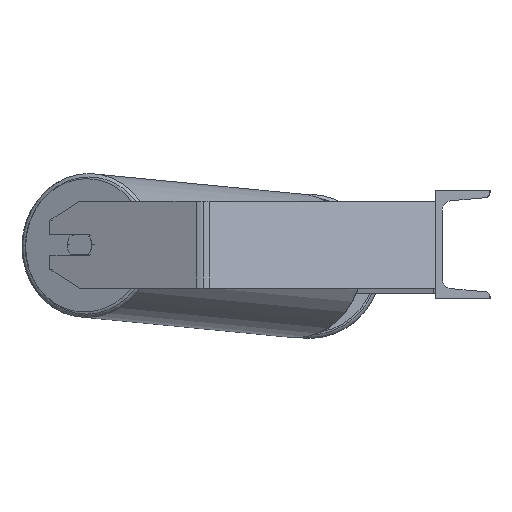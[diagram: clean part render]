
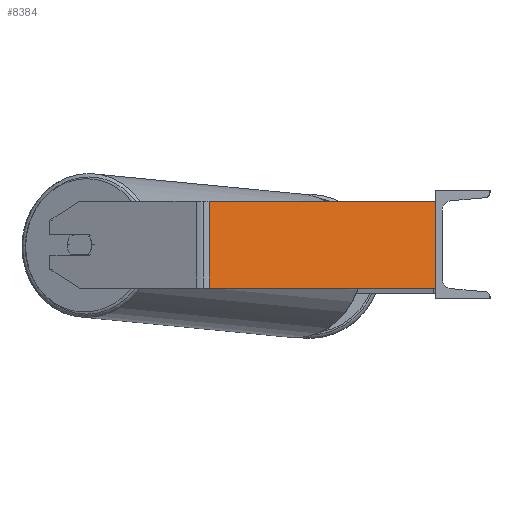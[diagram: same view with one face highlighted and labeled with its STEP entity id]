
A CAD part, left-side view. The second image highlights one B-rep face of the part: STEP entity #8384.
In plain terms, the highlighted planar face has unit normal (-0.94, -0.342, 0).
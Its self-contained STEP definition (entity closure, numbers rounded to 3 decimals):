
#209 = VERTEX_POINT ( 'NONE', #1910 ) ;
#968 = LINE ( 'NONE', #5732, #8202 ) ;
#978 = VECTOR ( 'NONE', #6892, 1000. ) ;
#1002 = ORIENTED_EDGE ( 'NONE', *, *, #5204, .T. ) ;
#1014 = EDGE_LOOP ( 'NONE', ( #1002, #5307, #6101, #3935 ) ) ;
#1397 = CARTESIAN_POINT ( 'NONE',  ( -760.998, 208.802, -40. ) ) ;
#1420 = CARTESIAN_POINT ( 'NONE',  ( -685., 0., 40. ) ) ;
#1452 = VERTEX_POINT ( 'NONE', #1397 ) ;
#1618 = DIRECTION ( 'NONE',  ( 0.342, -0.94, 0. ) ) ;
#1883 = VERTEX_POINT ( 'NONE', #1420 ) ;
#1910 = CARTESIAN_POINT ( 'NONE',  ( -685., 0., -40. ) ) ;
#1972 = PLANE ( 'NONE',  #3377 ) ;
#2006 = CARTESIAN_POINT ( 'NONE',  ( -685., 0., 40. ) ) ;
#2368 = EDGE_CURVE ( 'NONE', #4437, #1883, #7278, .T. ) ;
#2687 = EDGE_CURVE ( 'NONE', #4437, #1452, #4877, .T. ) ;
#3377 = AXIS2_PLACEMENT_3D ( 'NONE', #6731, #5331, #4728 ) ;
#3421 = LINE ( 'NONE', #2006, #6925 ) ;
#3903 = FACE_OUTER_BOUND ( 'NONE', #1014, .T. ) ;
#3935 = ORIENTED_EDGE ( 'NONE', *, *, #2687, .T. ) ;
#4437 = VERTEX_POINT ( 'NONE', #7148 ) ;
#4608 = DIRECTION ( 'NONE',  ( 0.342, -0.94, 0. ) ) ;
#4728 = DIRECTION ( 'NONE',  ( -0.342, 0.94, 0. ) ) ;
#4877 = LINE ( 'NONE', #8314, #978 ) ;
#5204 = EDGE_CURVE ( 'NONE', #1452, #209, #968, .T. ) ;
#5218 = CARTESIAN_POINT ( 'NONE',  ( -763.265, 215.03, 40. ) ) ;
#5307 = ORIENTED_EDGE ( 'NONE', *, *, #7076, .F. ) ;
#5331 = DIRECTION ( 'NONE',  ( 0.94, 0.342, 0. ) ) ;
#5689 = VECTOR ( 'NONE', #4608, 1000. ) ;
#5732 = CARTESIAN_POINT ( 'NONE',  ( -763.265, 215.03, -40. ) ) ;
#6101 = ORIENTED_EDGE ( 'NONE', *, *, #2368, .F. ) ;
#6731 = CARTESIAN_POINT ( 'NONE',  ( -763.265, 215.03, 40. ) ) ;
#6892 = DIRECTION ( 'NONE',  ( 0., 0., -1. ) ) ;
#6925 = VECTOR ( 'NONE', #7001, 1000. ) ;
#7001 = DIRECTION ( 'NONE',  ( 0., 0., -1. ) ) ;
#7076 = EDGE_CURVE ( 'NONE', #1883, #209, #3421, .T. ) ;
#7148 = CARTESIAN_POINT ( 'NONE',  ( -760.998, 208.802, 40. ) ) ;
#7278 = LINE ( 'NONE', #5218, #5689 ) ;
#8202 = VECTOR ( 'NONE', #1618, 1000. ) ;
#8314 = CARTESIAN_POINT ( 'NONE',  ( -760.998, 208.802, 40. ) ) ;
#8384 = ADVANCED_FACE ( 'NONE', ( #3903 ), #1972, .F. ) ;
